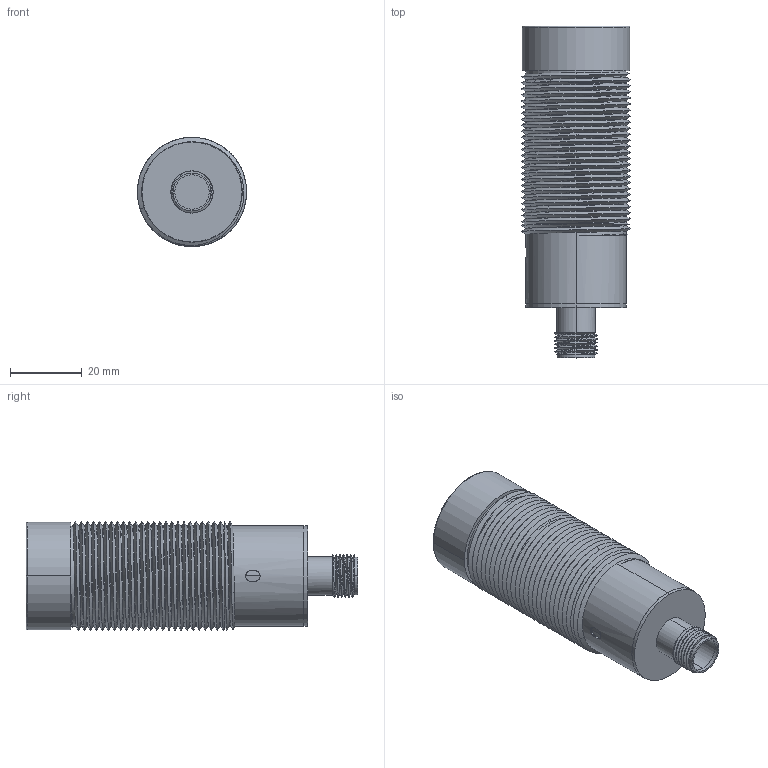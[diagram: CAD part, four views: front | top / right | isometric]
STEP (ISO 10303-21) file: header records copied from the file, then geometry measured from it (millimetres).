
FILE_DESCRIPTION((''),'2;1');
FILE_NAME('252364_SM01_ASM','2025-10-07T13:36:41',('banengservice'),('BANNER ENGINEERING'),'CREO PARAMETRIC BY PTC INC, 2022414','CREO PARAMETRIC BY PTC INC, 2022414','');
FILE_SCHEMA(('CONFIG_CONTROL_DESIGN'));
Length unit declared in the file: millimetre
Products named in the file (2): 252364_EP01; 252364_SM01_ASM
Assembly tree (1 placements, depth 2):
  252364_SM01_ASM
    252364_EP01
Bounding box: 30.34 x 92.2 x 30.34 mm (x, y, z)
Surface area: 24454.5 mm2 (no closed solid volume)
Topology: 0 solids, 8 shells, 175 faces, 535 edges, 366 vertices
Faces by surface type: cylinder 110, bspline 37, plane 22, cone 4, torus 2
Entity records: 16084 total; most frequent: CARTESIAN_POINT 11813, ORIENTED_EDGE 1006, DIRECTION 634, EDGE_CURVE 535, VERTEX_POINT 366, B_SPLINE_CURVE_WITH_KNOTS 270, AXIS2_PLACEMENT_3D 228, EDGE_LOOP 187
